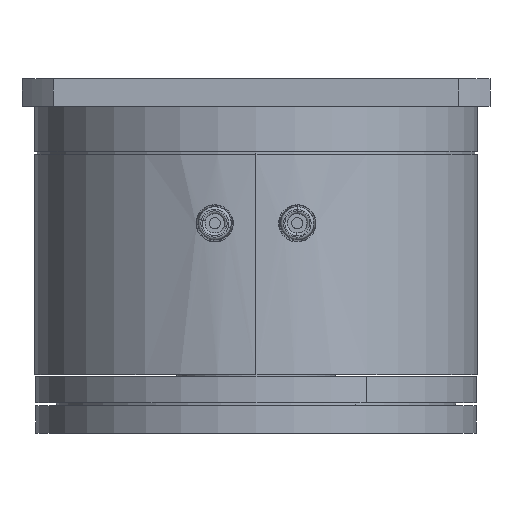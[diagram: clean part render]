
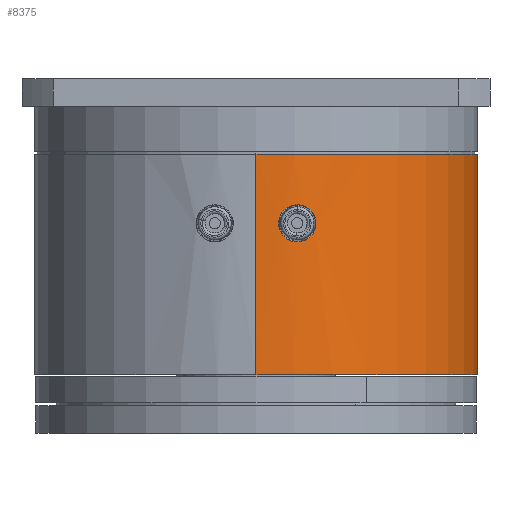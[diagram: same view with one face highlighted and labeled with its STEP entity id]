
A CAD part, front view. The second image highlights one B-rep face of the part: STEP entity #8375.
In plain terms, the highlighted cylindrical face has radius 16.1 mm (diameter 32.2 mm), a partial arc.
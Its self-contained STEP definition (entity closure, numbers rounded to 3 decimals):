
#11 = LINE ( 'NONE', #614, #6613 ) ;
#249 = DIRECTION ( 'NONE',  ( 0., 0., 1. ) ) ;
#254 = CARTESIAN_POINT ( 'NONE',  ( 3.177, -15.784, -11.841 ) ) ;
#261 = CARTESIAN_POINT ( 'NONE',  ( 3., -15.818, -9.15 ) ) ;
#319 = DIRECTION ( 'NONE',  ( 0., 0., 1. ) ) ;
#379 = VERTEX_POINT ( 'NONE', #4989 ) ;
#614 = CARTESIAN_POINT ( 'NONE',  ( 0., 16.1, -5.5 ) ) ;
#673 = EDGE_LOOP ( 'NONE', ( #2938, #2935, #4561, #8145 ) ) ;
#689 = FACE_BOUND ( 'NONE', #1371, .T. ) ;
#825 = CARTESIAN_POINT ( 'NONE',  ( 4.35, -15.501, -10.588 ) ) ;
#834 = CARTESIAN_POINT ( 'NONE',  ( 2.824, -15.851, -9.15 ) ) ;
#861 = CARTESIAN_POINT ( 'NONE',  ( 3.595, -15.694, -9.285 ) ) ;
#868 = CARTESIAN_POINT ( 'NONE',  ( 1.65, -16.015, -10.323 ) ) ;
#888 = VERTEX_POINT ( 'NONE', #8234 ) ;
#1012 = DIRECTION ( 'NONE',  ( 0., -1., 0. ) ) ;
#1070 = DIRECTION ( 'NONE',  ( 0., -1., 0. ) ) ;
#1217 = CIRCLE ( 'NONE', #7877, 16.1 ) ;
#1371 = EDGE_LOOP ( 'NONE', ( #3467, #6216 ) ) ;
#1496 = CARTESIAN_POINT ( 'NONE',  ( 4.341, -15.504, -10.679 ) ) ;
#1536 = CARTESIAN_POINT ( 'NONE',  ( 4.313, -15.512, -10.141 ) ) ;
#1543 = CARTESIAN_POINT ( 'NONE',  ( 1.788, -16., -9.899 ) ) ;
#1611 = AXIS2_PLACEMENT_3D ( 'NONE', #7713, #5887, #3057 ) ;
#1619 = CARTESIAN_POINT ( 'NONE',  ( 3.675, -15.676, -11.682 ) ) ;
#1626 = CARTESIAN_POINT ( 'NONE',  ( 1.985, -15.977, -9.605 ) ) ;
#1675 = EDGE_CURVE ( 'NONE', #3838, #2058, #11, .T. ) ;
#1835 = EDGE_CURVE ( 'NONE', #379, #8333, #4629, .T. ) ;
#1967 = CYLINDRICAL_SURFACE ( 'NONE', #3158, 16.1 ) ;
#2058 = VERTEX_POINT ( 'NONE', #4173 ) ;
#2151 = CARTESIAN_POINT ( 'NONE',  ( 3.672, -15.676, -9.326 ) ) ;
#2280 = CARTESIAN_POINT ( 'NONE',  ( 4.075, -15.576, -9.664 ) ) ;
#2326 = CARTESIAN_POINT ( 'NONE',  ( 3.348, -15.748, -11.807 ) ) ;
#2629 = FACE_OUTER_BOUND ( 'NONE', #673, .T. ) ;
#2811 = CARTESIAN_POINT ( 'NONE',  ( 2.826, -15.851, -11.85 ) ) ;
#2829 = CARTESIAN_POINT ( 'NONE',  ( 0., 16.1, -21.5 ) ) ;
#2842 = CARTESIAN_POINT ( 'NONE',  ( 0., -16.1, -5.5 ) ) ;
#2893 = CARTESIAN_POINT ( 'NONE',  ( 3., -15.818, -11.85 ) ) ;
#2918 = VECTOR ( 'NONE', #249, 1000. ) ;
#2934 = CARTESIAN_POINT ( 'NONE',  ( 0., 0., -5.5 ) ) ;
#2935 = ORIENTED_EDGE ( 'NONE', *, *, #1675, .T. ) ;
#2937 = CARTESIAN_POINT ( 'NONE',  ( 4.35, -15.501, -10.321 ) ) ;
#2938 = ORIENTED_EDGE ( 'NONE', *, *, #8058, .T. ) ;
#3057 = DIRECTION ( 'NONE',  ( 0., -1., 0. ) ) ;
#3158 = AXIS2_PLACEMENT_3D ( 'NONE', #6182, #319, #1012 ) ;
#3384 = EDGE_CURVE ( 'NONE', #8333, #379, #5149, .T. ) ;
#3424 = LINE ( 'NONE', #6067, #2918 ) ;
#3467 = ORIENTED_EDGE ( 'NONE', *, *, #1835, .T. ) ;
#3472 = CARTESIAN_POINT ( 'NONE',  ( 1.925, -15.985, -11.335 ) ) ;
#3503 = CARTESIAN_POINT ( 'NONE',  ( 3.824, -15.64, -11.584 ) ) ;
#3510 = CARTESIAN_POINT ( 'NONE',  ( 1.928, -15.984, -9.675 ) ) ;
#3546 = CARTESIAN_POINT ( 'NONE',  ( 3., -15.818, -9.15 ) ) ;
#3554 = CARTESIAN_POINT ( 'NONE',  ( 1.72, -16.008, -10.939 ) ) ;
#3838 = VERTEX_POINT ( 'NONE', #2829 ) ;
#4173 = CARTESIAN_POINT ( 'NONE',  ( 0., 16.1, -5.5 ) ) ;
#4190 = CARTESIAN_POINT ( 'NONE',  ( 4.177, -15.549, -11.185 ) ) ;
#4199 = CARTESIAN_POINT ( 'NONE',  ( 2.324, -15.932, -9.318 ) ) ;
#4285 = CARTESIAN_POINT ( 'NONE',  ( 2.648, -15.882, -9.185 ) ) ;
#4561 = ORIENTED_EDGE ( 'NONE', *, *, #7996, .F. ) ;
#4629 = B_SPLINE_CURVE_WITH_KNOTS ( 'NONE', 3,
 ( #3546, #6805, #8223, #861, #2151, #5504, #8143, #2280, #4836, #1536, #2937, #825, #1496, #4924, #6195, #4190, #7591, #3503, #1619, #6844, #2326, #254, #6926, #2893 ),
 .UNSPECIFIED., .F., .F.,
 ( 4, 2, 2, 2, 2, 2, 2, 2, 2, 2, 2, 4 ),
 ( 0., 0.001, 0.001, 0.001, 0.002, 0.002, 0.002, 0.003, 0.003, 0.004, 0.004, 0.004 ),
 .UNSPECIFIED. ) ;
#4677 = CIRCLE ( 'NONE', #1611, 16.1 ) ;
#4720 = EDGE_CURVE ( 'NONE', #888, #8017, #3424, .T. ) ;
#4808 = CARTESIAN_POINT ( 'NONE',  ( 2.326, -15.932, -11.683 ) ) ;
#4836 = CARTESIAN_POINT ( 'NONE',  ( 4.176, -15.549, -9.814 ) ) ;
#4842 = CARTESIAN_POINT ( 'NONE',  ( 1.659, -16.014, -10.679 ) ) ;
#4886 = CARTESIAN_POINT ( 'NONE',  ( 1.823, -15.997, -11.185 ) ) ;
#4924 = CARTESIAN_POINT ( 'NONE',  ( 4.306, -15.514, -10.854 ) ) ;
#4934 = CARTESIAN_POINT ( 'NONE',  ( 3., -15.818, -11.85 ) ) ;
#4989 = CARTESIAN_POINT ( 'NONE',  ( 3., -15.818, -9.15 ) ) ;
#5149 = B_SPLINE_CURVE_WITH_KNOTS ( 'NONE', 3,
 ( #4934, #2811, #5467, #4808, #8151, #3472, #4886, #3554, #6770, #4842, #5587, #868, #7510, #1543, #7602, #3510, #1626, #6121, #4199, #4285, #834, #261 ),
 .UNSPECIFIED., .F., .F.,
 ( 4, 2, 2, 2, 2, 2, 2, 2, 2, 2, 4 ),
 ( 0.004, 0.005, 0.005, 0.006, 0.006, 0.006, 0.007, 0.007, 0.007, 0.008, 0.009 ),
 .UNSPECIFIED. ) ;
#5467 = CARTESIAN_POINT ( 'NONE',  ( 2.65, -15.881, -11.815 ) ) ;
#5504 = CARTESIAN_POINT ( 'NONE',  ( 3.818, -15.641, -9.422 ) ) ;
#5587 = CARTESIAN_POINT ( 'NONE',  ( 1.65, -16.015, -10.591 ) ) ;
#5887 = DIRECTION ( 'NONE',  ( 0., 0., 1. ) ) ;
#6067 = CARTESIAN_POINT ( 'NONE',  ( 0., -16.1, -5.5 ) ) ;
#6121 = CARTESIAN_POINT ( 'NONE',  ( 2.173, -15.953, -9.418 ) ) ;
#6182 = CARTESIAN_POINT ( 'NONE',  ( 0., 0., -5.5 ) ) ;
#6195 = CARTESIAN_POINT ( 'NONE',  ( 4.28, -15.521, -10.939 ) ) ;
#6216 = ORIENTED_EDGE ( 'NONE', *, *, #3384, .T. ) ;
#6613 = VECTOR ( 'NONE', #7941, 1000. ) ;
#6770 = CARTESIAN_POINT ( 'NONE',  ( 1.694, -16.011, -10.853 ) ) ;
#6805 = CARTESIAN_POINT ( 'NONE',  ( 3.178, -15.784, -9.15 ) ) ;
#6844 = CARTESIAN_POINT ( 'NONE',  ( 3.432, -15.73, -11.782 ) ) ;
#6926 = CARTESIAN_POINT ( 'NONE',  ( 3.088, -15.801, -11.85 ) ) ;
#7008 = DIRECTION ( 'NONE',  ( 0., 0., 1. ) ) ;
#7510 = CARTESIAN_POINT ( 'NONE',  ( 1.685, -16.012, -10.146 ) ) ;
#7591 = CARTESIAN_POINT ( 'NONE',  ( 4.076, -15.576, -11.334 ) ) ;
#7602 = CARTESIAN_POINT ( 'NONE',  ( 1.83, -15.996, -9.821 ) ) ;
#7713 = CARTESIAN_POINT ( 'NONE',  ( 0., 0., -21.5 ) ) ;
#7877 = AXIS2_PLACEMENT_3D ( 'NONE', #2934, #7008, #1070 ) ;
#7941 = DIRECTION ( 'NONE',  ( 0., 0., 1. ) ) ;
#7996 = EDGE_CURVE ( 'NONE', #8017, #2058, #1217, .T. ) ;
#8017 = VERTEX_POINT ( 'NONE', #2842 ) ;
#8044 = CARTESIAN_POINT ( 'NONE',  ( 3., -15.818, -11.85 ) ) ;
#8058 = EDGE_CURVE ( 'NONE', #888, #3838, #4677, .T. ) ;
#8143 = CARTESIAN_POINT ( 'NONE',  ( 3.887, -15.624, -9.479 ) ) ;
#8145 = ORIENTED_EDGE ( 'NONE', *, *, #4720, .F. ) ;
#8151 = CARTESIAN_POINT ( 'NONE',  ( 2.175, -15.953, -11.583 ) ) ;
#8223 = CARTESIAN_POINT ( 'NONE',  ( 3.351, -15.748, -9.185 ) ) ;
#8234 = CARTESIAN_POINT ( 'NONE',  ( 0., -16.1, -21.5 ) ) ;
#8333 = VERTEX_POINT ( 'NONE', #8044 ) ;
#8375 = ADVANCED_FACE ( 'NONE', ( #689, #2629 ), #1967, .T. ) ;
